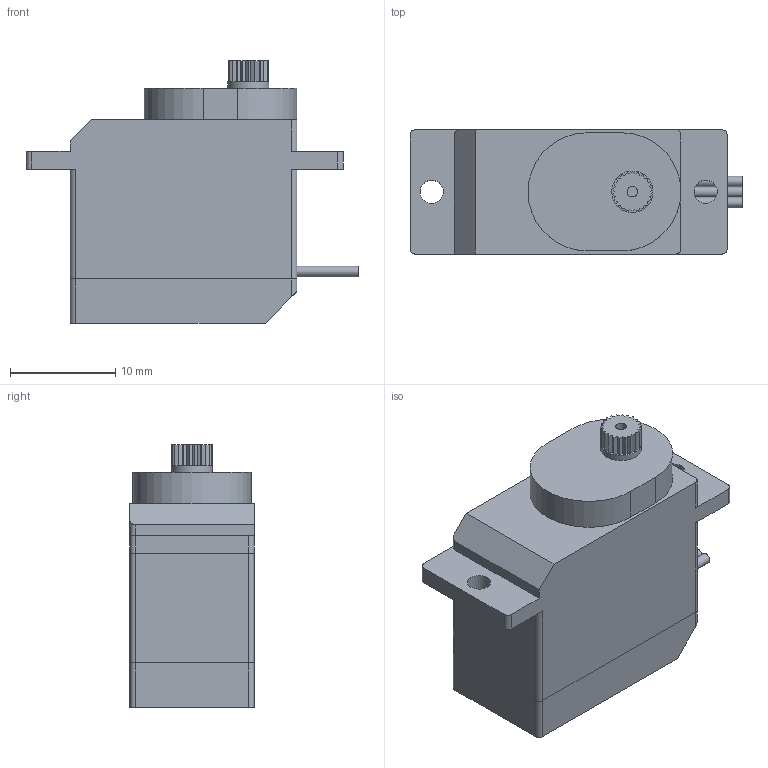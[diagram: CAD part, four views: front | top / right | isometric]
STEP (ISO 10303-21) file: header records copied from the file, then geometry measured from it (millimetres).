
FILE_DESCRIPTION(/* description */ (''),/* implementation_level */ '2;1');
FILE_NAME(/* name */ '2201 Submicro Servo SG51R.step',/* time_stamp */ '2018-08-14T12:42:05-04:00',/* author */ ('Adafruit'),/* organization */ (''),/* preprocessor_version */ 'ST-DEVELOPER v17',/* originating_system */ 'Autodesk Translation Framework v7.1.0.215',/* authorisation */ '');
FILE_SCHEMA (('AUTOMOTIVE_DESIGN { 1 0 10303 214 3 1 1 }'));
Length unit declared in the file: millimetre
Products named in the file (1): Submicro Servo SG51R 2201
Bounding box: 31.5 x 11.8 x 24.9 mm (x, y, z)
Volume: 5421.5 mm3; surface area: 2734.3 mm2
Topology: 6 solids, 6 shells, 129 faces, 306 edges, 189 vertices
Faces by surface type: plane 103, cylinder 26
Full cylindrical faces by diameter (mm): 1 x2, 2.2 x2, 3.9 x1
Entity records: 3735 total; most frequent: DIRECTION 641, CARTESIAN_POINT 625, ORIENTED_EDGE 612, EDGE_CURVE 306, LINE 231, VECTOR 231, AXIS2_PLACEMENT_3D 205, VERTEX_POINT 189
